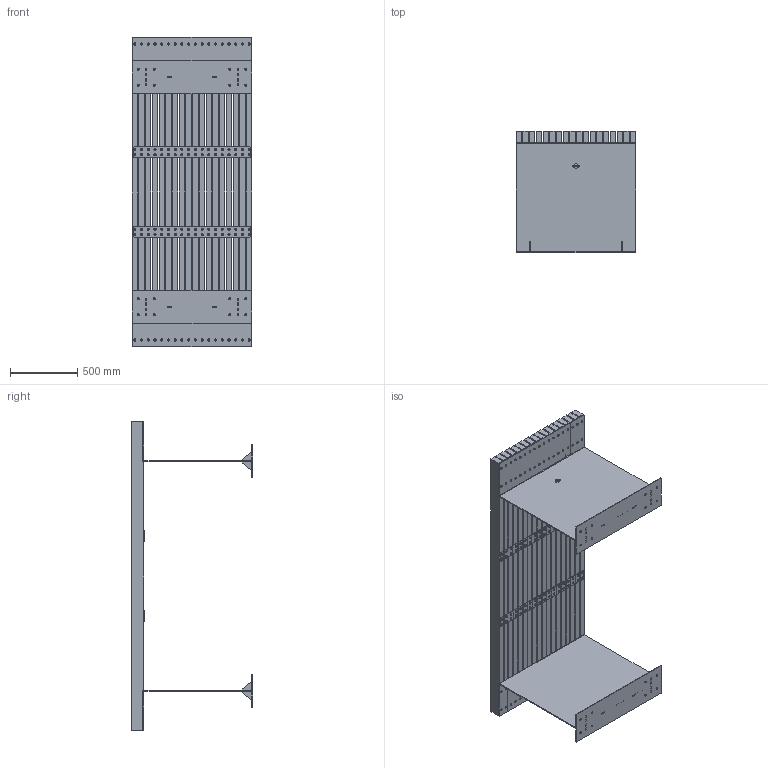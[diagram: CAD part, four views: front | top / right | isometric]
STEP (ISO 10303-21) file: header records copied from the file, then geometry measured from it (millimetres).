
FILE_DESCRIPTION (( 'STEP AP203' ), '1' );
FILE_NAME ('BOTA_2300.STEP', '2021-03-04T11:44:41', ( '' ), ( '' ), 'SwSTEP 2.0', 'SolidWorks 2020', '' );
FILE_SCHEMA (( 'CONFIG_CONTROL_DESIGN' ));
Length unit declared in the file: millimetre
Products named in the file (9): BOTA_Reinf strip 890; BOTA_Side plate 890; FURNS Brandtag sticker; BOTA_Floor plate reinf; BOTA_2300_Wood; BOTA_Floor plate 890; BOTA_Base 890; BOTA_2300
Assembly tree (35 placements, depth 3):
  BOTA_2300
    BOTA_Base 890
      BOTA_Side plate 890
      BOTA_Floor plate 890
      BOTA_Floor plate reinf  x4
    BOTA_Base 890
      BOTA_Side plate 890
      BOTA_Floor plate 890
      BOTA_Floor plate reinf  x4
    BOTA_2300_Wood  x18
    BOTA_Reinf strip 890  x2
    FURNS Brandtag sticker
Bounding box: 890 x 900 x 2300 mm (x, y, z)
Volume: 165420627.5 mm3; surface area: 15981485.6 mm2
Topology: 33 solids, 33 shells, 1245 faces, 3317 edges, 2158 vertices
Faces by surface type: plane 630, cone 288, cylinder 241, bspline 86
Entity records: 23845 total; most frequent: CARTESIAN_POINT 4962, ORIENTED_EDGE 3656, DIRECTION 3330, EDGE_CURVE 1828, VECTOR 1226, LINE 1226, VERTEX_POINT 1192, AXIS2_PLACEMENT_3D 1052
